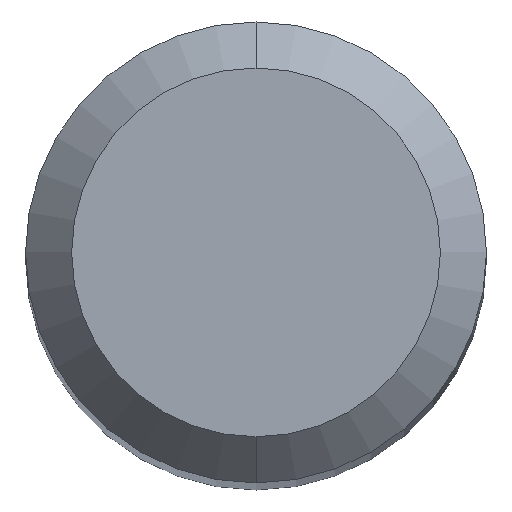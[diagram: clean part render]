
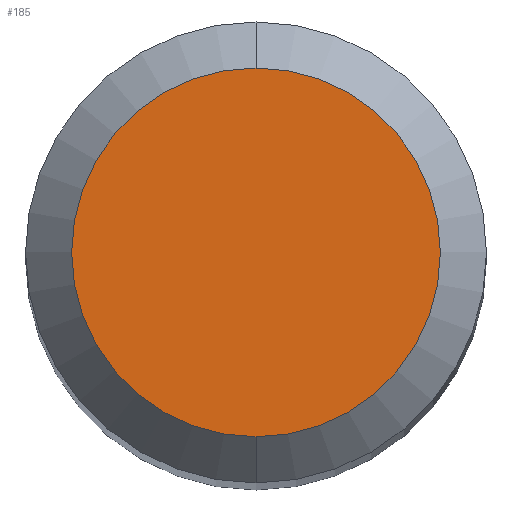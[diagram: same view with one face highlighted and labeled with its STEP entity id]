
A CAD part, top view. The second image highlights one B-rep face of the part: STEP entity #185.
In plain terms, the highlighted planar face has unit normal (0, 0, 1).
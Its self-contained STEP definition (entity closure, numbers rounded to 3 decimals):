
#185=ADVANCED_FACE('',(#492),#493,.T.);
#191=EDGE_CURVE('',#329,#445,#499,.T.);
#277=EDGE_CURVE('',#445,#329,#599,.T.);
#329=VERTEX_POINT('',#657);
#445=VERTEX_POINT('',#782);
#492=FACE_OUTER_BOUND('',#833,.T.);
#493=PLANE('',#834);
#499=CIRCLE('',#865,1.2);
#599=CIRCLE('',#1071,1.2);
#657=CARTESIAN_POINT('',(0.0,1.2,0.0));
#782=CARTESIAN_POINT('',(0.,-1.2,0.0));
#833=EDGE_LOOP('',(#1447,#1448));
#834=AXIS2_PLACEMENT_3D('',#1449,#1450,#1451);
#865=AXIS2_PLACEMENT_3D('',#1452,#1453,#1454);
#1071=AXIS2_PLACEMENT_3D('',#1595,#1596,#1597);
#1447=ORIENTED_EDGE('',*,*,#191,.F.);
#1448=ORIENTED_EDGE('',*,*,#277,.F.);
#1449=CARTESIAN_POINT('',(0.0,0.6,0.0));
#1450=DIRECTION('',(-0.0,0.0,1.0));
#1451=DIRECTION('',(0.0,-1.0,0.0));
#1452=CARTESIAN_POINT('',(0.0,0.0,0.0));
#1453=DIRECTION('',(0.0,0.0,-1.0));
#1454=DIRECTION('',(0.0,1.0,0.0));
#1595=CARTESIAN_POINT('',(0.0,0.0,0.0));
#1596=DIRECTION('',(0.0,0.0,-1.0));
#1597=DIRECTION('',(0.0,1.0,0.0));
